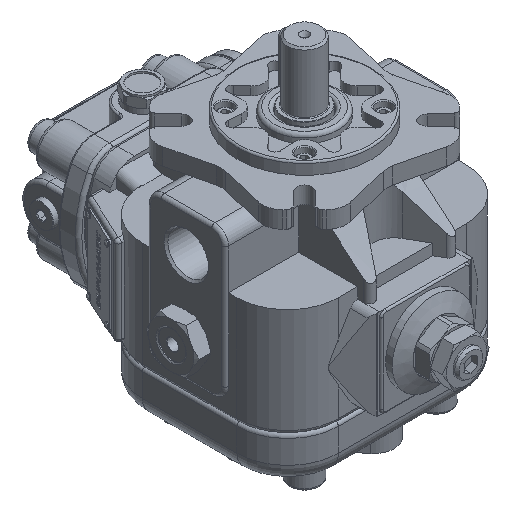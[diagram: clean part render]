
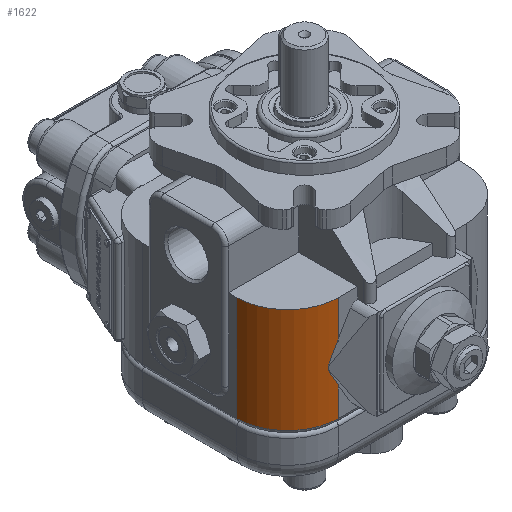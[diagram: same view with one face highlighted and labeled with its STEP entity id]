
A CAD part, isometric view. The second image highlights one B-rep face of the part: STEP entity #1622.
In plain terms, the highlighted cylindrical face has radius 30 mm (diameter 60 mm), a partial arc.
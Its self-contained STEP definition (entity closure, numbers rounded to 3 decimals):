
#1622 = ADVANCED_FACE( '', ( #4197 ), #4198, .T. );
#4197 = FACE_OUTER_BOUND( '', #7935, .T. );
#4198 = CYLINDRICAL_SURFACE( '', #7936, 30. );
#7935 = EDGE_LOOP( '', ( #12847, #12848, #12849, #12850, #12851, #12852 ) );
#7936 = AXIS2_PLACEMENT_3D( '', #12853, #12854, #12855 );
#12847 = ORIENTED_EDGE( '', *, *, #21684, .T. );
#12848 = ORIENTED_EDGE( '', *, *, #22499, .T. );
#12849 = ORIENTED_EDGE( '', *, *, #22500, .F. );
#12850 = ORIENTED_EDGE( '', *, *, #22501, .T. );
#12851 = ORIENTED_EDGE( '', *, *, #22502, .F. );
#12852 = ORIENTED_EDGE( '', *, *, #22503, .T. );
#12853 = CARTESIAN_POINT( '', ( 43., -28., -38. ) );
#12854 = DIRECTION( '', ( -1., 0., 0. ) );
#12855 = DIRECTION( '', ( 0., 0., -1. ) );
#21684 = EDGE_CURVE( '', #25815, #25832, #25834, .T. );
#22499 = EDGE_CURVE( '', #25832, #27236, #27237, .F. );
#22500 = EDGE_CURVE( '', #27238, #27236, #27239, .T. );
#22501 = EDGE_CURVE( '', #27238, #27240, #27241, .F. );
#22502 = EDGE_CURVE( '', #27242, #27240, #27243, .T. );
#22503 = EDGE_CURVE( '', #27242, #25815, #27244, .T. );
#25815 = VERTEX_POINT( '', #31937 );
#25832 = VERTEX_POINT( '', #31960 );
#25834 = LINE( '', #31963, #31964 );
#27236 = VERTEX_POINT( '', #34291 );
#27237 = CIRCLE( '', #34292, 30. );
#27238 = VERTEX_POINT( '', #34293 );
#27239 = LINE( '', #34294, #34295 );
#27240 = VERTEX_POINT( '', #34296 );
#27241 = LINE( '', #34297, #34298 );
#27242 = VERTEX_POINT( '', #34299 );
#27243 = LINE( '', #34300, #34301 );
#27244 = CIRCLE( '', #34302, 30. );
#31937 = CARTESIAN_POINT( '', ( 43., -28., -68. ) );
#31960 = CARTESIAN_POINT( '', ( 105., -28., -68. ) );
#31963 = CARTESIAN_POINT( '', ( 43., -28., -68. ) );
#31964 = VECTOR( '', #41457, 1000. );
#34291 = CARTESIAN_POINT( '', ( 105., -58., -38. ) );
#34292 = AXIS2_PLACEMENT_3D( '', #42422, #42423, #42424 );
#34293 = CARTESIAN_POINT( '', ( 87.778, -58., -38. ) );
#34294 = CARTESIAN_POINT( '', ( 43., -58., -38. ) );
#34295 = VECTOR( '', #42425, 1000. );
#34296 = CARTESIAN_POINT( '', ( 64.222, -58., -38. ) );
#34297 = CARTESIAN_POINT( '', ( 43., -58., -38. ) );
#34298 = VECTOR( '', #42426, 1000. );
#34299 = CARTESIAN_POINT( '', ( 43., -58., -38. ) );
#34300 = CARTESIAN_POINT( '', ( 43., -58., -38. ) );
#34301 = VECTOR( '', #42427, 1000. );
#34302 = AXIS2_PLACEMENT_3D( '', #42428, #42429, #42430 );
#41457 = DIRECTION( '', ( 1., 0., 0. ) );
#42422 = CARTESIAN_POINT( '', ( 105., -28., -38. ) );
#42423 = DIRECTION( '', ( 1., 0., 0. ) );
#42424 = DIRECTION( '', ( 0., 0., -1. ) );
#42425 = DIRECTION( '', ( 1., 0., 0. ) );
#42426 = DIRECTION( '', ( 1., 0., 0. ) );
#42427 = DIRECTION( '', ( 1., 0., 0. ) );
#42428 = CARTESIAN_POINT( '', ( 43., -28., -38. ) );
#42429 = DIRECTION( '', ( 1., 0., 0. ) );
#42430 = DIRECTION( '', ( 0., 0., -1. ) );
